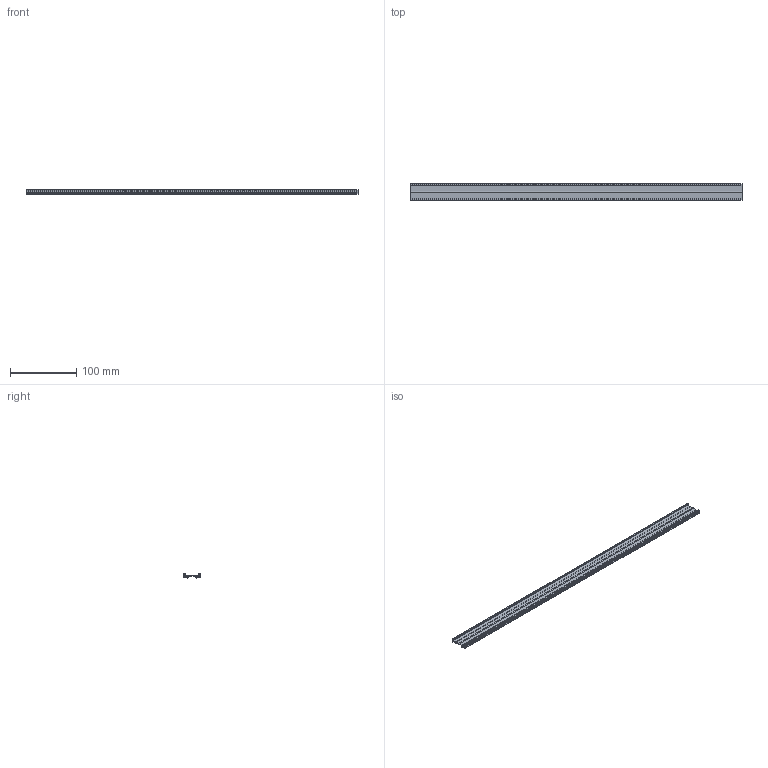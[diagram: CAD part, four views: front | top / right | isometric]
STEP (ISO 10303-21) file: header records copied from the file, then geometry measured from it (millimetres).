
FILE_DESCRIPTION(('CATIA V5 STEP Exchange','CAx-IF Rec.Pracs.--- Model Styling and Organization---1.5--- 2016-08-15','CAx-IF Rec.Pracs.---Supplemental Geometry---1.0---2011-11-01','CAx-IF Rec.Pracs.--- Composite Materials ---1.1---2010-07-15'),'2;1');
FILE_NAME ('6265324_4', '2024-10-22T08:35:25+00:00', ('none'), ('Weidmueller'), 'CATIA Version 5-6 Release 2022 SP4 HF5', 'CATIA V5 STEP AP214 v3', 'none');
FILE_SCHEMA(('AUTOMOTIVE_DESIGN { 1 0 10303 214 1 1 1 1 }'));
Length unit declared in the file: millimetre
Products named in the file (1): S3D_CH20M_BUS-PROFIL_TS_35X7-5_500
Bounding box: 500 x 25.3 x 6.1 mm (x, y, z)
Volume: 18855.3 mm3; surface area: 49281.5 mm2
Topology: 1 solids, 1 shells, 70 faces, 204 edges, 136 vertices
Faces by surface type: plane 40, cylinder 30
Entity records: 2312 total; most frequent: ORIENTED_EDGE 408, CARTESIAN_POINT 400, DIRECTION 322, EDGE_CURVE 204, VECTOR 144, LINE 144, VERTEX_POINT 136, AXIS2_PLACEMENT_3D 120
